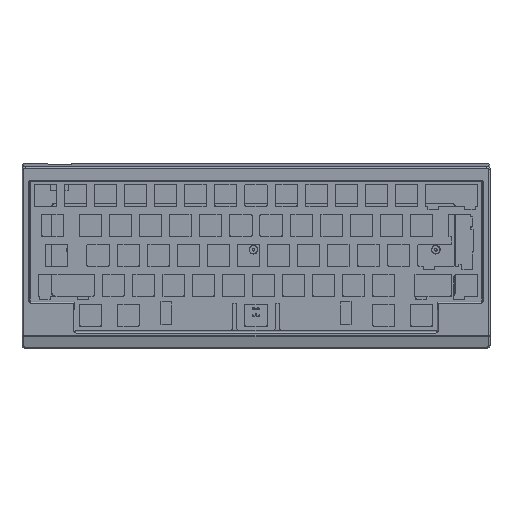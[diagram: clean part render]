
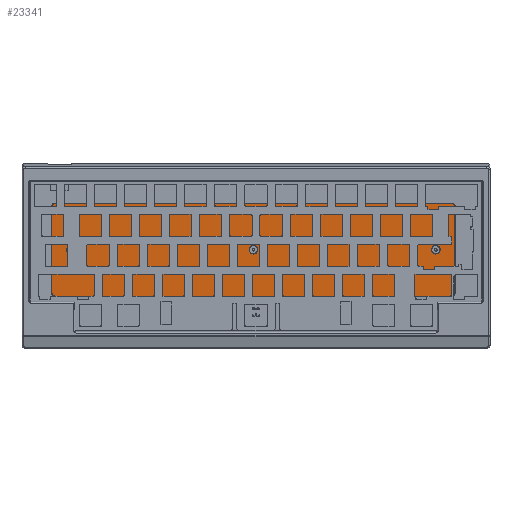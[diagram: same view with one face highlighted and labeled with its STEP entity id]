
A CAD part, top view. The second image highlights one B-rep face of the part: STEP entity #23341.
In plain terms, the highlighted face is planar.
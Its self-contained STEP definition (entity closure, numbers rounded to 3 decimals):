
#638=FACE_BOUND('',#3404,.T.);
#639=FACE_BOUND('',#3405,.T.);
#640=FACE_BOUND('',#3406,.T.);
#1405=PLANE('',#24909);
#2089=FACE_OUTER_BOUND('',#3403,.T.);
#3403=EDGE_LOOP('',(#16849,#16850,#16851,#16852,#16853,#16854,#16855,#16856));
#3404=EDGE_LOOP('',(#16857));
#3405=EDGE_LOOP('',(#16858));
#3406=EDGE_LOOP('',(#16859));
#4866=CIRCLE('',#24898,2.75);
#4867=CIRCLE('',#24900,2.75);
#4868=CIRCLE('',#24902,2.75);
#4869=CIRCLE('',#24905,2.);
#4870=CIRCLE('',#24908,2.);
#4871=CIRCLE('',#24910,2.);
#4872=CIRCLE('',#24911,2.);
#5968=LINE('',#34313,#8181);
#5972=LINE('',#34322,#8185);
#5974=LINE('',#34329,#8187);
#5975=LINE('',#34333,#8188);
#8181=VECTOR('',#27677,10.);
#8185=VECTOR('',#27687,10.);
#8187=VECTOR('',#27695,10.);
#8188=VECTOR('',#27698,10.);
#10407=VERTEX_POINT('',#34298);
#10408=VERTEX_POINT('',#34302);
#10409=VERTEX_POINT('',#34306);
#10410=VERTEX_POINT('',#34310);
#10411=VERTEX_POINT('',#34312);
#10412=VERTEX_POINT('',#34316);
#10413=VERTEX_POINT('',#34320);
#10414=VERTEX_POINT('',#34324);
#10415=VERTEX_POINT('',#34328);
#10416=VERTEX_POINT('',#34330);
#10417=VERTEX_POINT('',#34332);
#12879=EDGE_CURVE('',#10407,#10407,#4866,.T.);
#12881=EDGE_CURVE('',#10408,#10408,#4867,.T.);
#12883=EDGE_CURVE('',#10409,#10409,#4868,.T.);
#12886=EDGE_CURVE('',#10411,#10410,#5968,.T.);
#12889=EDGE_CURVE('',#10412,#10410,#4869,.T.);
#12891=EDGE_CURVE('',#10413,#10412,#5972,.T.);
#12893=EDGE_CURVE('',#10414,#10413,#4870,.T.);
#12894=EDGE_CURVE('',#10414,#10415,#5974,.T.);
#12895=EDGE_CURVE('',#10416,#10415,#4871,.T.);
#12896=EDGE_CURVE('',#10416,#10417,#5975,.T.);
#12897=EDGE_CURVE('',#10411,#10417,#4872,.T.);
#16849=ORIENTED_EDGE('',*,*,#12893,.F.);
#16850=ORIENTED_EDGE('',*,*,#12894,.T.);
#16851=ORIENTED_EDGE('',*,*,#12895,.F.);
#16852=ORIENTED_EDGE('',*,*,#12896,.T.);
#16853=ORIENTED_EDGE('',*,*,#12897,.F.);
#16854=ORIENTED_EDGE('',*,*,#12886,.T.);
#16855=ORIENTED_EDGE('',*,*,#12889,.F.);
#16856=ORIENTED_EDGE('',*,*,#12891,.F.);
#16857=ORIENTED_EDGE('',*,*,#12879,.T.);
#16858=ORIENTED_EDGE('',*,*,#12881,.T.);
#16859=ORIENTED_EDGE('',*,*,#12883,.T.);
#23341=ADVANCED_FACE('',(#2089,#638,#639,#640),#1405,.T.);
#24898=AXIS2_PLACEMENT_3D('',#34299,#27661,#27662);
#24900=AXIS2_PLACEMENT_3D('',#34303,#27666,#27667);
#24902=AXIS2_PLACEMENT_3D('',#34307,#27671,#27672);
#24905=AXIS2_PLACEMENT_3D('',#34318,#27682,#27683);
#24908=AXIS2_PLACEMENT_3D('',#34326,#27691,#27692);
#24909=AXIS2_PLACEMENT_3D('',#34327,#27693,#27694);
#24910=AXIS2_PLACEMENT_3D('',#34331,#27696,#27697);
#24911=AXIS2_PLACEMENT_3D('',#34334,#27699,#27700);
#27661=DIRECTION('center_axis',(0.,0.,-1.));
#27662=DIRECTION('ref_axis',(1.,0.,0.));
#27666=DIRECTION('center_axis',(0.,0.,-1.));
#27667=DIRECTION('ref_axis',(1.,0.,0.));
#27671=DIRECTION('center_axis',(0.,0.,-1.));
#27672=DIRECTION('ref_axis',(1.,0.,0.));
#27677=DIRECTION('',(0.,-1.,0.));
#27682=DIRECTION('center_axis',(0.,0.,-1.));
#27683=DIRECTION('ref_axis',(-0.707,-0.707,0.));
#27687=DIRECTION('',(-1.,0.,0.));
#27691=DIRECTION('center_axis',(0.,0.,-1.));
#27692=DIRECTION('ref_axis',(0.707,-0.707,0.));
#27693=DIRECTION('center_axis',(0.,0.,1.));
#27694=DIRECTION('ref_axis',(1.,0.,0.));
#27695=DIRECTION('',(0.,1.,0.));
#27696=DIRECTION('center_axis',(0.,0.,-1.));
#27697=DIRECTION('ref_axis',(0.707,0.707,0.));
#27698=DIRECTION('',(-1.,0.,0.));
#27699=DIRECTION('center_axis',(0.,0.,-1.));
#27700=DIRECTION('ref_axis',(-0.707,0.707,0.));
#34298=CARTESIAN_POINT('',(9.75,-4.5,5.));
#34299=CARTESIAN_POINT('Origin',(12.5,-4.5,5.));
#34302=CARTESIAN_POINT('',(-105.75,-4.5,5.));
#34303=CARTESIAN_POINT('Origin',(-103.,-4.5,5.));
#34306=CARTESIAN_POINT('',(125.25,-4.5,5.));
#34307=CARTESIAN_POINT('Origin',(128.,-4.5,5.));
#34310=CARTESIAN_POINT('',(-115.,-32.,5.));
#34312=CARTESIAN_POINT('',(-115.,23.,5.));
#34313=CARTESIAN_POINT('',(-115.,-22.,5.));
#34316=CARTESIAN_POINT('',(-113.,-34.,5.));
#34318=CARTESIAN_POINT('Origin',(-113.,-32.,5.));
#34320=CARTESIAN_POINT('',(138.,-34.,5.));
#34322=CARTESIAN_POINT('',(137.,-34.,5.));
#34324=CARTESIAN_POINT('',(140.,-32.,5.));
#34326=CARTESIAN_POINT('Origin',(138.,-32.,5.));
#34327=CARTESIAN_POINT('Origin',(12.5,0.,5.));
#34328=CARTESIAN_POINT('',(140.,23.,5.));
#34329=CARTESIAN_POINT('',(140.,22.,5.));
#34330=CARTESIAN_POINT('',(138.,25.,5.));
#34331=CARTESIAN_POINT('Origin',(138.,23.,5.));
#34332=CARTESIAN_POINT('',(-113.,25.,5.));
#34333=CARTESIAN_POINT('',(-112.,25.,5.));
#34334=CARTESIAN_POINT('Origin',(-113.,23.,5.));
